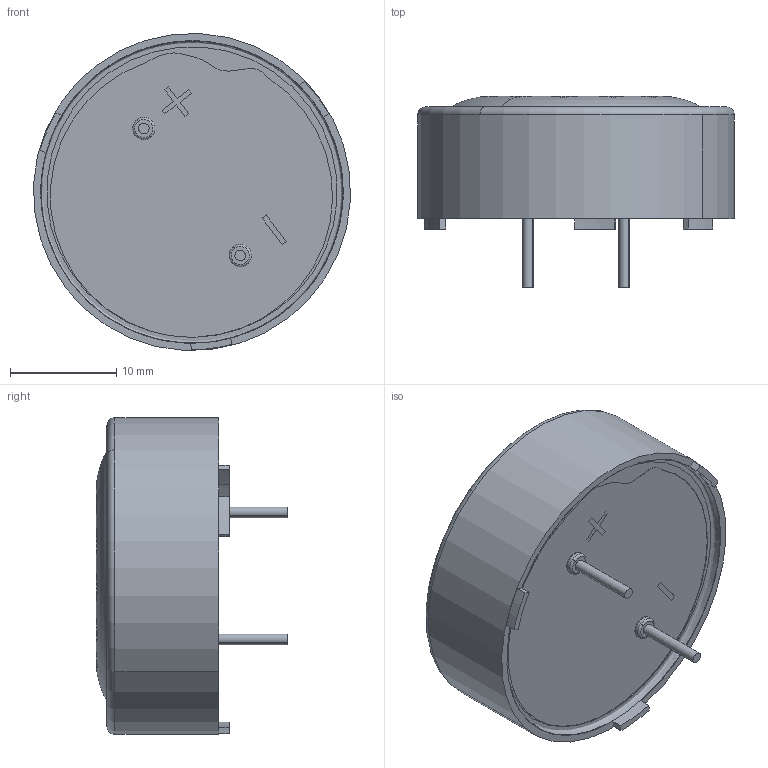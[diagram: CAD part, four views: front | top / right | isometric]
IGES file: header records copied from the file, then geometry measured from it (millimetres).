
Global section: file name: No Iges File Name specified; native system: AutoDesk Inventor R12.0; preprocessor: AutoDesk Inventor Iges Exporter R12.0; date: 20090223.092614; units: millimetre
Bounding box: 29.81 x 18 x 29.81 mm (x, y, z)
Volume: 7721.3 mm3; surface area: 7174.8 mm2
Topology: 5 solids, 5 shells, 398 faces, 1070 edges, 622 vertices
Faces by surface type: bspline 199, plane 80, revolution 55, cone 29, cylinder 23, torus 12
